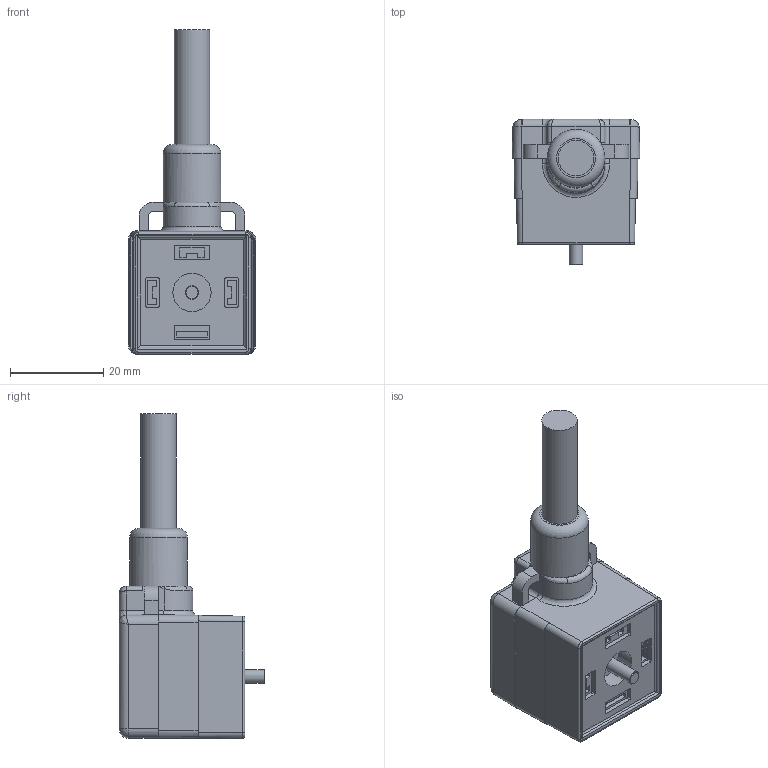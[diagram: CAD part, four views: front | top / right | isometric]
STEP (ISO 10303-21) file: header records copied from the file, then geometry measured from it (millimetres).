
FILE_DESCRIPTION(/* description */ (''),/* implementation_level */ '2;1');
FILE_NAME(/* name */ 'VA21-230_0.stp',/* time_stamp */ '2015-11-20T10:48:35+01:00',/* author */ (''),/* organization */ (''),/* preprocessor_version */ 'ST-DEVELOPER v14',/* originating_system */ 'SIEMENS PLM Software NX 8.0',/* authorisation */ '');
FILE_SCHEMA (('AP203_CONFIGURATION_CONTROLLED_3D_DESIGN_OF_MECHANICAL_PARTS_AND_ASSEMBLIES_MIM_LF { 1 0 10303 403 2 1 2}'));
Length unit declared in the file: millimetre
Products named in the file (1): VA21-230_0
Bounding box: 27.4 x 31.2 x 69.6 mm (x, y, z)
Volume: 21434.7 mm3; surface area: 6067.6 mm2
Topology: 1 solids, 1 shells, 226 faces, 580 edges, 360 vertices
Faces by surface type: plane 129, cylinder 66, bspline 23, sphere 4, cone 2, torus 2
Full cylindrical faces by diameter (mm): 2.9 x1, 6 x1, 7.6 x1, 8.2 x1, 12.4 x1
Entity records: 7130 total; most frequent: CARTESIAN_POINT 1675, ORIENTED_EDGE 1122, DIRECTION 1099, EDGE_CURVE 561, LINE 369, VECTOR 369, AXIS2_PLACEMENT_3D 365, VERTEX_POINT 357
